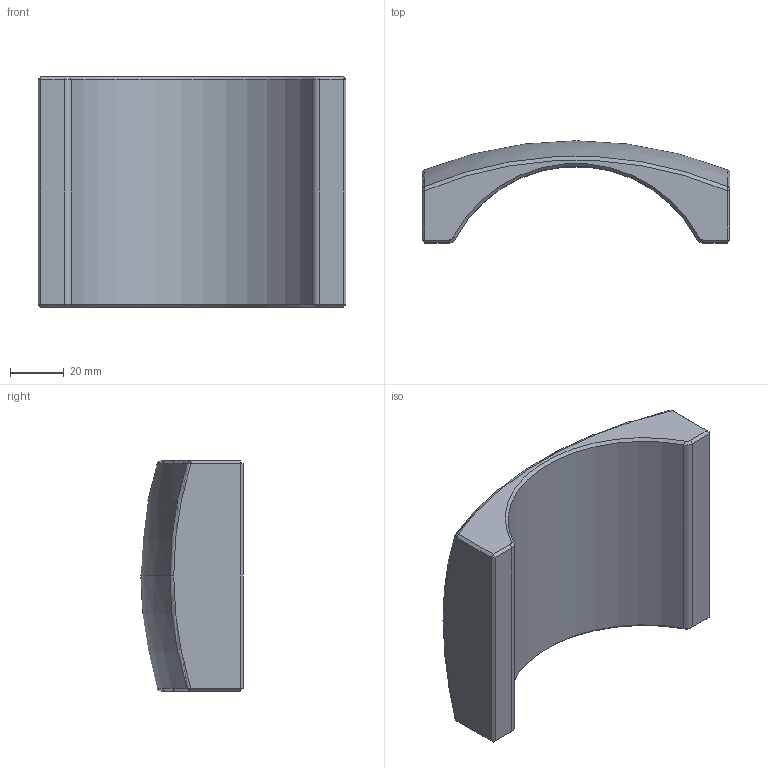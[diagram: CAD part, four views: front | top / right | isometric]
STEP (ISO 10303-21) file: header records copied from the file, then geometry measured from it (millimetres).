
FILE_DESCRIPTION (( 'STEP AP214' ), '1' );
FILE_NAME ('D080378_v2.STEP', '2010-05-11T21:05:00', ( '' ), ( '' ), 'SwSTEP 2.0', 'SolidWorks 2009', '' );
FILE_SCHEMA (( 'AUTOMOTIVE_DESIGN' ));
Length unit declared in the file: inch
Products named in the file (1): D080378_v2
Bounding box: 114.75 x 38.1 x 85.72 mm (x, y, z)
Volume: 157290.9 mm3; surface area: 28409.8 mm2
Topology: 1 solids, 1 shells, 45 faces, 99 edges, 52 vertices
Faces by surface type: plane 20, bspline 8, torus 6, cone 6, cylinder 3, sphere 2
Entity records: 1426 total; most frequent: CARTESIAN_POINT 487, ORIENTED_EDGE 190, DIRECTION 174, EDGE_CURVE 95, AXIS2_PLACEMENT_3D 65, VERTEX_POINT 52, FACE_OUTER_BOUND 45, EDGE_LOOP 45
